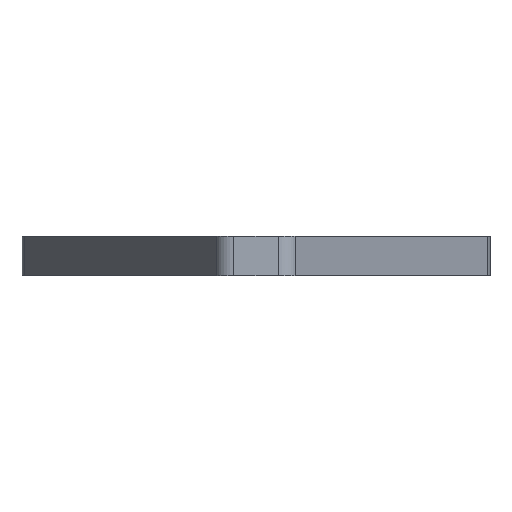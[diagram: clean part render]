
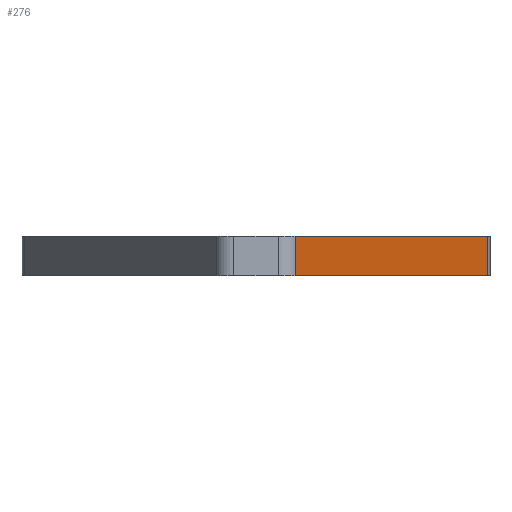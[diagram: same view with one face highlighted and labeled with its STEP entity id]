
A CAD part, left-side view. The second image highlights one B-rep face of the part: STEP entity #276.
In plain terms, the highlighted planar face has unit normal (-0.503, -0.864, 0).
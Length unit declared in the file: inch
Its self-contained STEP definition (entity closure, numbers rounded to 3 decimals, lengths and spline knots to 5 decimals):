
#34 = CARTESIAN_POINT ( 'NONE',  ( -1.27448, -0.12588, 0.125 ) ) ;
#42 = LINE ( 'NONE', #1119, #738 ) ;
#44 = DIRECTION ( 'NONE',  ( -0.864, 0.503, 0. ) ) ;
#121 = VERTEX_POINT ( 'NONE', #34 ) ;
#126 = VECTOR ( 'NONE', #1105, 39.37008 ) ;
#128 = CARTESIAN_POINT ( 'NONE',  ( -0.37734, -0.64816, 0. ) ) ;
#165 = EDGE_LOOP ( 'NONE', ( #180, #377, #844, #386 ) ) ;
#180 = ORIENTED_EDGE ( 'NONE', *, *, #422, .T. ) ;
#213 = CARTESIAN_POINT ( 'NONE',  ( -0.21699, -0.74151, 0.125 ) ) ;
#253 = DIRECTION ( 'NONE',  ( 0.864, -0.503, 0. ) ) ;
#266 = DIRECTION ( 'NONE',  ( -0.503, -0.864, 0. ) ) ;
#276 = ADVANCED_FACE ( 'NONE', ( #554 ), #533, .T. ) ;
#277 = VERTEX_POINT ( 'NONE', #355 ) ;
#294 = LINE ( 'NONE', #128, #605 ) ;
#303 = LINE ( 'NONE', #908, #126 ) ;
#312 = DIRECTION ( 'NONE',  ( 0., 0., 1. ) ) ;
#355 = CARTESIAN_POINT ( 'NONE',  ( -1.27448, -0.12588, 0. ) ) ;
#377 = ORIENTED_EDGE ( 'NONE', *, *, #781, .T. ) ;
#386 = ORIENTED_EDGE ( 'NONE', *, *, #616, .T. ) ;
#422 = EDGE_CURVE ( 'NONE', #934, #121, #303, .T. ) ;
#533 = PLANE ( 'NONE',  #546 ) ;
#546 = AXIS2_PLACEMENT_3D ( 'NONE', #707, #266, #253 ) ;
#554 = FACE_OUTER_BOUND ( 'NONE', #165, .T. ) ;
#605 = VECTOR ( 'NONE', #44, 39.37008 ) ;
#616 = EDGE_CURVE ( 'NONE', #681, #934, #42, .T. ) ;
#681 = VERTEX_POINT ( 'NONE', #683 ) ;
#683 = CARTESIAN_POINT ( 'NONE',  ( -0.21699, -0.74151, 0. ) ) ;
#707 = CARTESIAN_POINT ( 'NONE',  ( -0.37734, -0.64816, 0.125 ) ) ;
#715 = DIRECTION ( 'NONE',  ( 0., 0., -1. ) ) ;
#738 = VECTOR ( 'NONE', #312, 39.37008 ) ;
#777 = LINE ( 'NONE', #872, #817 ) ;
#781 = EDGE_CURVE ( 'NONE', #121, #277, #777, .T. ) ;
#817 = VECTOR ( 'NONE', #715, 39.37008 ) ;
#844 = ORIENTED_EDGE ( 'NONE', *, *, #940, .F. ) ;
#872 = CARTESIAN_POINT ( 'NONE',  ( -1.27448, -0.12588, 0.125 ) ) ;
#908 = CARTESIAN_POINT ( 'NONE',  ( -0.37734, -0.64816, 0.125 ) ) ;
#934 = VERTEX_POINT ( 'NONE', #213 ) ;
#940 = EDGE_CURVE ( 'NONE', #681, #277, #294, .T. ) ;
#1105 = DIRECTION ( 'NONE',  ( -0.864, 0.503, 0. ) ) ;
#1119 = CARTESIAN_POINT ( 'NONE',  ( -0.21699, -0.74151, 0.125 ) ) ;
